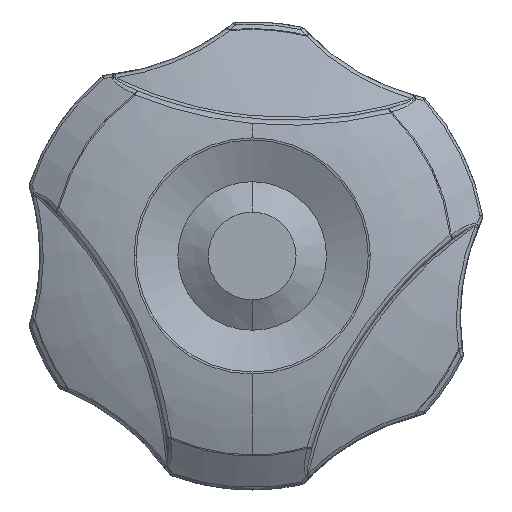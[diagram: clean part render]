
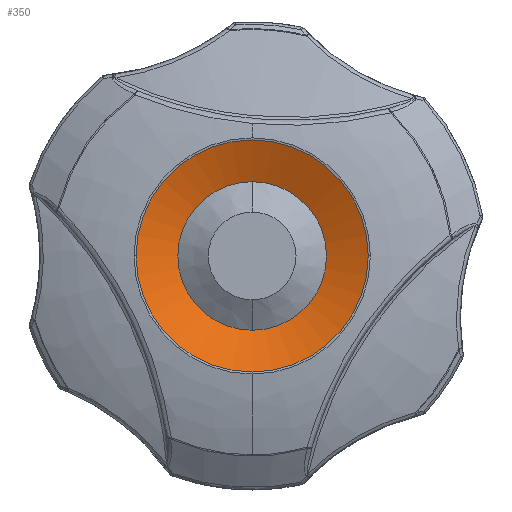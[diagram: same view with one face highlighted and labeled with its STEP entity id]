
A CAD part, left-side view. The second image highlights one B-rep face of the part: STEP entity #350.
In plain terms, the highlighted free-form (B-spline) face has degree [3, 3] with [4, 4] control points.
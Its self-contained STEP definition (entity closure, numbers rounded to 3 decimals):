
#350=ADVANCED_FACE('NONE',(#893,#894),#895,.F.);
#893=FACE_OUTER_BOUND('',#2118,.T.);
#894=FACE_BOUND('',#2119,.T.);
#895=(B_SPLINE_SURFACE(3,3,((#2121,#2122,#2123,#2124),(#2125,#2126,#2127,#2128),(#2129,#2130,#2131,#2132),(#2133,#2134,#2135,#2136)),.UNSPECIFIED.,.F.,.F.,.F.)B_SPLINE_SURFACE_WITH_KNOTS((4,4),(4,4),(0.01,0.992),(0.006,0.992),.UNSPECIFIED.)RATIONAL_B_SPLINE_SURFACE(((0.996,0.919,0.919,0.996),(0.92,0.848,0.848,0.919),(0.92,0.849,0.848,0.919),(0.997,0.92,0.92,0.996)))BOUNDED_SURFACE()REPRESENTATION_ITEM('')GEOMETRIC_REPRESENTATION_ITEM()SURFACE());
#2118=EDGE_LOOP('',(#6143,#6144));
#2119=EDGE_LOOP('',(#6145,#6146));
#2121=CARTESIAN_POINT('',(-23.742,-8.777,9.927));
#2122=CARTESIAN_POINT('',(-20.78,-3.171,9.927));
#2123=CARTESIAN_POINT('',(-20.779,3.17,9.927));
#2124=CARTESIAN_POINT('',(-23.742,8.777,9.927));
#2125=CARTESIAN_POINT('',(-20.779,-10.343,3.585));
#2126=CARTESIAN_POINT('',(-17.289,-3.737,3.585));
#2127=CARTESIAN_POINT('',(-17.288,3.735,3.585));
#2128=CARTESIAN_POINT('',(-20.779,10.343,3.585));
#2129=CARTESIAN_POINT('',(-20.78,-10.342,-3.587));
#2130=CARTESIAN_POINT('',(-17.289,-3.737,-3.587));
#2131=CARTESIAN_POINT('',(-17.289,3.735,-3.587));
#2132=CARTESIAN_POINT('',(-20.78,10.342,-3.587));
#2133=CARTESIAN_POINT('',(-23.742,-8.777,-9.927));
#2134=CARTESIAN_POINT('',(-20.78,-3.171,-9.927));
#2135=CARTESIAN_POINT('',(-20.779,3.17,-9.927));
#2136=CARTESIAN_POINT('',(-23.742,8.777,-9.927));
#6143=ORIENTED_EDGE('',*,*,#7686,.F.);
#6144=ORIENTED_EDGE('',*,*,#7591,.F.);
#6145=ORIENTED_EDGE('',*,*,#7671,.F.);
#6146=ORIENTED_EDGE('',*,*,#7684,.F.);
#7591=EDGE_CURVE('NONE',#8463,#8465,#8466,.T.);
#7671=EDGE_CURVE('NONE',#8589,#8590,#8591,.T.);
#7684=EDGE_CURVE('NONE',#8590,#8589,#8608,.T.);
#7686=EDGE_CURVE('NONE',#8465,#8463,#8610,.T.);
#8463=VERTEX_POINT('NONE',#9916);
#8465=VERTEX_POINT('NONE',#9918);
#8466=CIRCLE('',#9919,9.918);
#8589=VERTEX_POINT('NONE',#10268);
#8590=VERTEX_POINT('NONE',#10269);
#8591=CIRCLE('',#10270,6.35);
#8608=CIRCLE('',#10291,6.35);
#8610=CIRCLE('',#10293,9.918);
#9916=CARTESIAN_POINT('',(-21.561,9.918,0.));
#9918=CARTESIAN_POINT('',(-21.561,-9.918,0.));
#9919=AXIS2_PLACEMENT_3D('',#13222,#13223,#13224);
#10268=CARTESIAN_POINT('',(-20.075,0.0,6.35));
#10269=CARTESIAN_POINT('',(-20.075,0.,-6.35));
#10270=AXIS2_PLACEMENT_3D('',#13342,#13343,#13344);
#10291=AXIS2_PLACEMENT_3D('',#13361,#13362,#13363);
#10293=AXIS2_PLACEMENT_3D('',#13364,#13365,#13366);
#13222=CARTESIAN_POINT('',(-21.561,0.,0.));
#13223=DIRECTION('',(1.0,0.0,0.));
#13224=DIRECTION('',(0.0,-1.0,0.0));
#13342=CARTESIAN_POINT('',(-20.075,0.0,0.0));
#13343=DIRECTION('',(-1.0,0.0,0.0));
#13344=DIRECTION('',(0.0,0.0,1.0));
#13361=CARTESIAN_POINT('',(-20.075,0.0,0.0));
#13362=DIRECTION('',(-1.0,0.0,0.0));
#13363=DIRECTION('',(0.0,0.0,1.0));
#13364=CARTESIAN_POINT('',(-21.561,0.,0.));
#13365=DIRECTION('',(1.0,0.0,0.));
#13366=DIRECTION('',(0.0,-1.0,0.0));
